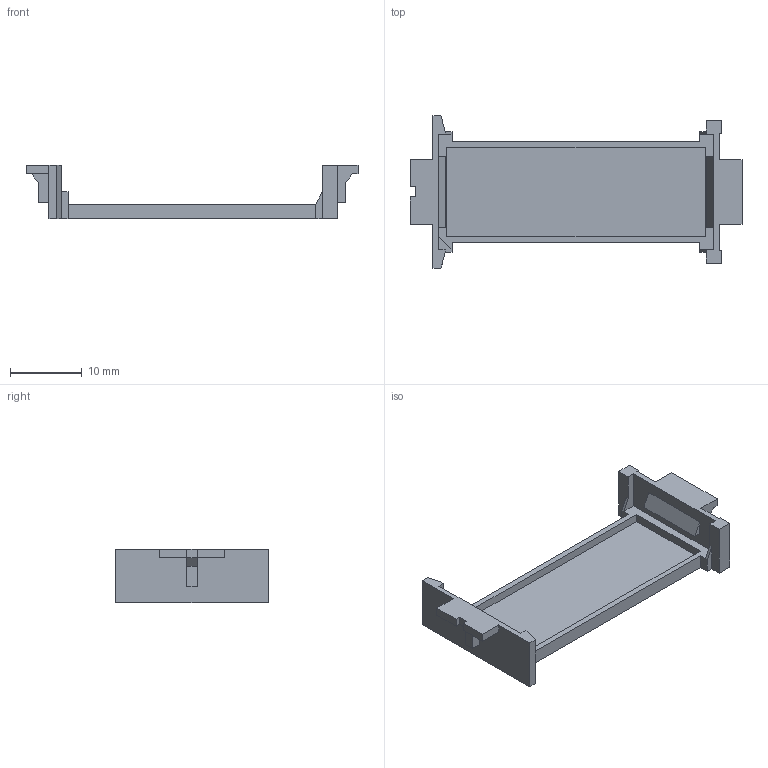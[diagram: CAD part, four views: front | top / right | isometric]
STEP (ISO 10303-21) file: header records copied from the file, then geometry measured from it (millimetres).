
FILE_DESCRIPTION(('FreeCAD Model'),'2;1');
FILE_NAME('pcb2molex8878.step' ,'2019-08-22T03:29:23',('Author'),(''), 'Open CASCADE STEP processor 7.3','FreeCAD','Unknown');
FILE_SCHEMA(('AUTOMOTIVE_DESIGN { 1 0 10303 214 1 1 1 1 }'));
Length unit declared in the file: millimetre
Products named in the file (1): pcb2molex8878_chamfer001001
Bounding box: 46.2 x 21.2 x 7.48 mm (x, y, z)
Surface area: 2268.9 mm2 (no closed solid volume)
Topology: 0 solids, 1 shells, 85 faces, 221 edges, 141 vertices
Faces by surface type: plane 85
Entity records: 5420 total; most frequent: CARTESIAN_POINT 909, DIRECTION 825, LINE 653, VECTOR 653, ORIENTED_EDGE 444, PCURVE 444, DEFINITIONAL_REPRESENTATION 444, EDGE_CURVE 223
